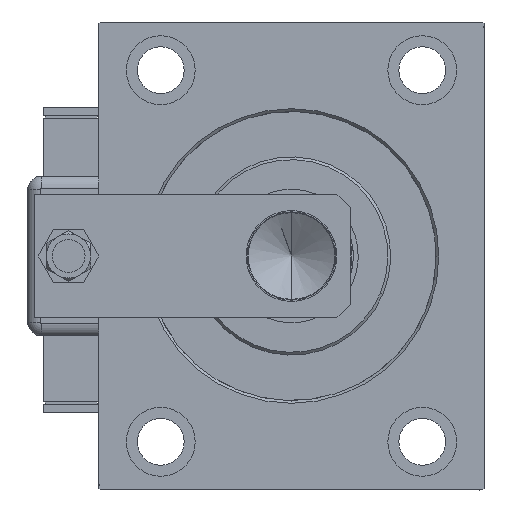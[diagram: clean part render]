
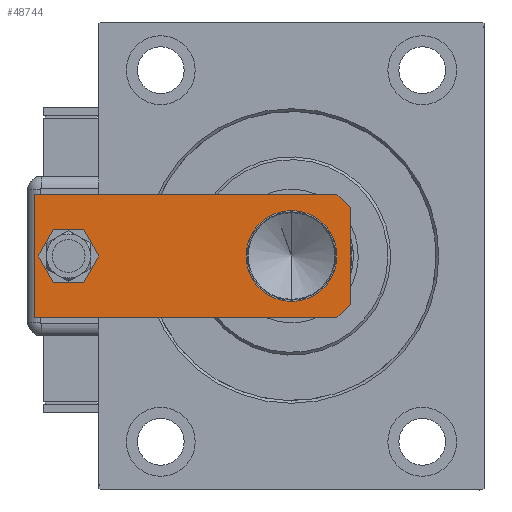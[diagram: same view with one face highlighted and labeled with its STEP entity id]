
A CAD part, left-side view. The second image highlights one B-rep face of the part: STEP entity #48744.
In plain terms, the highlighted face is planar.
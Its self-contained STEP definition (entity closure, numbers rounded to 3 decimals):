
#259 = AXIS2_PLACEMENT_3D ( 'NONE', #623, #51419, #22735 ) ;
#623 = CARTESIAN_POINT ( 'NONE',  ( 0., 21.5, 0. ) ) ;
#876 = DIRECTION ( 'NONE',  ( -0.707, -0.707, 0. ) ) ;
#2319 = DIRECTION ( 'NONE',  ( 0., 0., 1. ) ) ;
#2875 = EDGE_CURVE ( 'NONE', #8663, #19289, #27873, .T. ) ;
#4012 = ORIENTED_EDGE ( 'NONE', *, *, #16025, .F. ) ;
#4212 = DIRECTION ( 'NONE',  ( 0., 0., 1. ) ) ;
#4411 = PLANE ( 'NONE',  #42713 ) ;
#4453 = DIRECTION ( 'NONE',  ( 1., 0., 0. ) ) ;
#4802 = CARTESIAN_POINT ( 'NONE',  ( -22.5, 5., 0. ) ) ;
#8663 = VERTEX_POINT ( 'NONE', #20080 ) ;
#9257 = DIRECTION ( 'NONE',  ( 0., 0., 1. ) ) ;
#9551 = FACE_BOUND ( 'NONE', #23410, .T. ) ;
#10212 = EDGE_CURVE ( 'NONE', #35571, #21227, #46852, .T. ) ;
#10229 = CARTESIAN_POINT ( 'NONE',  ( 22.5, 0., 0. ) ) ;
#10522 = DIRECTION ( 'NONE',  ( 0., 1., 0. ) ) ;
#11979 = AXIS2_PLACEMENT_3D ( 'NONE', #59569, #4212, #32046 ) ;
#12945 = CARTESIAN_POINT ( 'NONE',  ( -22.5, 0., 0. ) ) ;
#13794 = ORIENTED_EDGE ( 'NONE', *, *, #34269, .T. ) ;
#14333 = EDGE_CURVE ( 'NONE', #18589, #21227, #54374, .T. ) ;
#14827 = CIRCLE ( 'NONE', #44741, 7. ) ;
#14929 = VERTEX_POINT ( 'NONE', #21890 ) ;
#15081 = VECTOR ( 'NONE', #10522, 1000. ) ;
#16025 = EDGE_CURVE ( 'NONE', #16788, #8663, #42695, .T. ) ;
#16271 = ORIENTED_EDGE ( 'NONE', *, *, #10212, .T. ) ;
#16788 = VERTEX_POINT ( 'NONE', #19444 ) ;
#16821 = CIRCLE ( 'NONE', #11979, 16.5 ) ;
#17110 = EDGE_CURVE ( 'NONE', #23928, #14929, #28301, .T. ) ;
#17543 = VECTOR ( 'NONE', #4453, 1000. ) ;
#18589 = VERTEX_POINT ( 'NONE', #27738 ) ;
#18632 = FACE_BOUND ( 'NONE', #59758, .T. ) ;
#19288 = EDGE_CURVE ( 'NONE', #14929, #23928, #16821, .T. ) ;
#19289 = VERTEX_POINT ( 'NONE', #4802 ) ;
#19444 = CARTESIAN_POINT ( 'NONE',  ( 22.5, 115., 0. ) ) ;
#19686 = ORIENTED_EDGE ( 'NONE', *, *, #19288, .T. ) ;
#20080 = CARTESIAN_POINT ( 'NONE',  ( -22.5, 115., 0. ) ) ;
#20488 = ORIENTED_EDGE ( 'NONE', *, *, #17110, .T. ) ;
#21227 = VERTEX_POINT ( 'NONE', #40971 ) ;
#21890 = CARTESIAN_POINT ( 'NONE',  ( 16.5, 21.5, 0. ) ) ;
#22735 = DIRECTION ( 'NONE',  ( 1., 0., 0. ) ) ;
#23392 = VERTEX_POINT ( 'NONE', #32975 ) ;
#23410 = EDGE_LOOP ( 'NONE', ( #13794, #54228 ) ) ;
#23631 = DIRECTION ( 'NONE',  ( 0., -1., 0. ) ) ;
#23831 = CARTESIAN_POINT ( 'NONE',  ( 22.5, 5., 0. ) ) ;
#23928 = VERTEX_POINT ( 'NONE', #41236 ) ;
#24550 = LINE ( 'NONE', #29702, #50894 ) ;
#25347 = VERTEX_POINT ( 'NONE', #35927 ) ;
#25408 = DIRECTION ( 'NONE',  ( 0., 0., 1. ) ) ;
#25724 = ORIENTED_EDGE ( 'NONE', *, *, #28586, .F. ) ;
#27738 = CARTESIAN_POINT ( 'NONE',  ( -17.5, 0., 0. ) ) ;
#27873 = LINE ( 'NONE', #28168, #47598 ) ;
#28168 = CARTESIAN_POINT ( 'NONE',  ( -22.5, 115., 0. ) ) ;
#28301 = CIRCLE ( 'NONE', #259, 16.5 ) ;
#28586 = EDGE_CURVE ( 'NONE', #35571, #16788, #41682, .T. ) ;
#29702 = CARTESIAN_POINT ( 'NONE',  ( -17.5, 0., 0. ) ) ;
#30827 = EDGE_CURVE ( 'NONE', #18589, #19289, #24550, .T. ) ;
#31661 = CIRCLE ( 'NONE', #37478, 7. ) ;
#32046 = DIRECTION ( 'NONE',  ( 1., 0., 0. ) ) ;
#32848 = DIRECTION ( 'NONE',  ( 1., 0., 0. ) ) ;
#32975 = CARTESIAN_POINT ( 'NONE',  ( 7., 102.5, 0. ) ) ;
#34269 = EDGE_CURVE ( 'NONE', #25347, #23392, #31661, .T. ) ;
#34417 = DIRECTION ( 'NONE',  ( 1., 0., 0. ) ) ;
#35086 = CARTESIAN_POINT ( 'NONE',  ( 0., 102.5, 0. ) ) ;
#35571 = VERTEX_POINT ( 'NONE', #23831 ) ;
#35594 = ORIENTED_EDGE ( 'NONE', *, *, #30827, .T. ) ;
#35927 = CARTESIAN_POINT ( 'NONE',  ( -7., 102.5, 0. ) ) ;
#37478 = AXIS2_PLACEMENT_3D ( 'NONE', #58249, #2319, #34417 ) ;
#38188 = CARTESIAN_POINT ( 'NONE',  ( 22.5, 115., 0. ) ) ;
#40971 = CARTESIAN_POINT ( 'NONE',  ( 17.5, 0., 0. ) ) ;
#41236 = CARTESIAN_POINT ( 'NONE',  ( -16.5, 21.5, 0. ) ) ;
#41448 = ORIENTED_EDGE ( 'NONE', *, *, #14333, .F. ) ;
#41602 = FACE_OUTER_BOUND ( 'NONE', #43664, .T. ) ;
#41682 = LINE ( 'NONE', #10229, #15081 ) ;
#42695 = LINE ( 'NONE', #38188, #45584 ) ;
#42713 = AXIS2_PLACEMENT_3D ( 'NONE', #50373, #9257, #32848 ) ;
#43664 = EDGE_LOOP ( 'NONE', ( #41448, #35594, #57172, #4012, #25724, #16271 ) ) ;
#43857 = VECTOR ( 'NONE', #876, 1000. ) ;
#44741 = AXIS2_PLACEMENT_3D ( 'NONE', #35086, #25408, #53219 ) ;
#45584 = VECTOR ( 'NONE', #56625, 1000. ) ;
#46852 = LINE ( 'NONE', #47430, #43857 ) ;
#47430 = CARTESIAN_POINT ( 'NONE',  ( 22.5, 5., 0. ) ) ;
#47598 = VECTOR ( 'NONE', #23631, 1000. ) ;
#48744 = ADVANCED_FACE ( 'NONE', ( #41602, #9551, #18632 ), #4411, .F. ) ;
#50373 = CARTESIAN_POINT ( 'NONE',  ( 0., 0., 0. ) ) ;
#50894 = VECTOR ( 'NONE', #52670, 1000. ) ;
#51419 = DIRECTION ( 'NONE',  ( 0., 0., 1. ) ) ;
#52670 = DIRECTION ( 'NONE',  ( -0.707, 0.707, 0. ) ) ;
#53219 = DIRECTION ( 'NONE',  ( 1., 0., 0. ) ) ;
#54228 = ORIENTED_EDGE ( 'NONE', *, *, #56012, .T. ) ;
#54374 = LINE ( 'NONE', #12945, #17543 ) ;
#56012 = EDGE_CURVE ( 'NONE', #23392, #25347, #14827, .T. ) ;
#56625 = DIRECTION ( 'NONE',  ( -1., 0., 0. ) ) ;
#57172 = ORIENTED_EDGE ( 'NONE', *, *, #2875, .F. ) ;
#58249 = CARTESIAN_POINT ( 'NONE',  ( 0., 102.5, 0. ) ) ;
#59569 = CARTESIAN_POINT ( 'NONE',  ( 0., 21.5, 0. ) ) ;
#59758 = EDGE_LOOP ( 'NONE', ( #20488, #19686 ) ) ;
